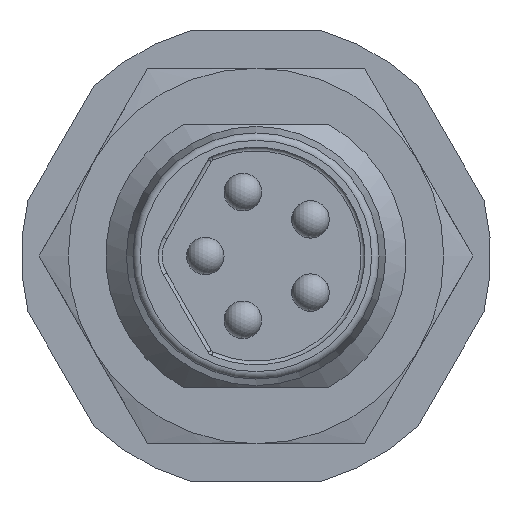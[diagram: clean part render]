
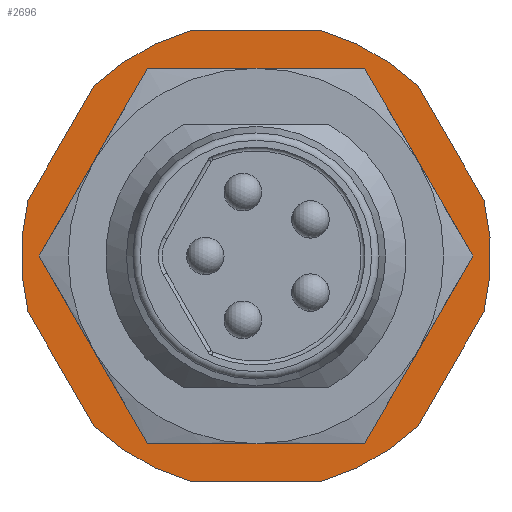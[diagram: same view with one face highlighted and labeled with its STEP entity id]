
A CAD part, left-side view. The second image highlights one B-rep face of the part: STEP entity #2696.
In plain terms, the highlighted planar face has unit normal (-1, 0, 0).
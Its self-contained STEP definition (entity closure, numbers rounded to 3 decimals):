
#158=PLANE('',#3394);
#636=EDGE_LOOP('',(#1896));
#637=EDGE_LOOP('',(#1897,#1898,#1899,#1900,#1901,#1902,#1903,#1904,#1905,
#1906,#1907,#1908));
#922=LINE('',#5311,#1142);
#925=LINE('',#5319,#1145);
#928=LINE('',#5327,#1148);
#931=LINE('',#5335,#1151);
#934=LINE('',#5343,#1154);
#937=LINE('',#5351,#1157);
#1142=VECTOR('',#4055,1.);
#1145=VECTOR('',#4064,1.);
#1148=VECTOR('',#4073,1.);
#1151=VECTOR('',#4082,1.);
#1154=VECTOR('',#4091,1.);
#1157=VECTOR('',#4100,1.);
#1896=ORIENTED_EDGE('',*,*,#2386,.F.);
#1897=ORIENTED_EDGE('',*,*,#2385,.T.);
#1898=ORIENTED_EDGE('',*,*,#2383,.T.);
#1899=ORIENTED_EDGE('',*,*,#2381,.T.);
#1900=ORIENTED_EDGE('',*,*,#2379,.T.);
#1901=ORIENTED_EDGE('',*,*,#2377,.T.);
#1902=ORIENTED_EDGE('',*,*,#2375,.T.);
#1903=ORIENTED_EDGE('',*,*,#2373,.T.);
#1904=ORIENTED_EDGE('',*,*,#2371,.T.);
#1905=ORIENTED_EDGE('',*,*,#2369,.T.);
#1906=ORIENTED_EDGE('',*,*,#2367,.T.);
#1907=ORIENTED_EDGE('',*,*,#2365,.T.);
#1908=ORIENTED_EDGE('',*,*,#2363,.T.);
#2363=EDGE_CURVE('',#3127,#3126,#922,.T.);
#2365=EDGE_CURVE('',#3128,#3127,#2493,.T.);
#2367=EDGE_CURVE('',#3129,#3128,#925,.T.);
#2369=EDGE_CURVE('',#3130,#3129,#2494,.T.);
#2371=EDGE_CURVE('',#3131,#3130,#928,.T.);
#2373=EDGE_CURVE('',#3132,#3131,#2495,.T.);
#2375=EDGE_CURVE('',#3133,#3132,#931,.T.);
#2377=EDGE_CURVE('',#3134,#3133,#2496,.T.);
#2379=EDGE_CURVE('',#3135,#3134,#934,.T.);
#2381=EDGE_CURVE('',#3136,#3135,#2497,.T.);
#2383=EDGE_CURVE('',#3137,#3136,#937,.T.);
#2385=EDGE_CURVE('',#3126,#3137,#2498,.T.);
#2386=EDGE_CURVE('',#3138,#3138,#2499,.T.);
#2493=CIRCLE('',#3376,6.25);
#2494=CIRCLE('',#3379,6.25);
#2495=CIRCLE('',#3382,6.25);
#2496=CIRCLE('',#3385,6.25);
#2497=CIRCLE('',#3388,6.25);
#2498=CIRCLE('',#3391,6.25);
#2499=CIRCLE('',#3393,3.75);
#2696=ADVANCED_FACE('',(#2801,#2802),#158,.F.);
#2801=FACE_BOUND('',#636,.T.);
#2802=FACE_BOUND('',#637,.T.);
#3126=VERTEX_POINT('',#5310);
#3127=VERTEX_POINT('',#5312);
#3128=VERTEX_POINT('',#5316);
#3129=VERTEX_POINT('',#5320);
#3130=VERTEX_POINT('',#5324);
#3131=VERTEX_POINT('',#5328);
#3132=VERTEX_POINT('',#5332);
#3133=VERTEX_POINT('',#5336);
#3134=VERTEX_POINT('',#5340);
#3135=VERTEX_POINT('',#5344);
#3136=VERTEX_POINT('',#5348);
#3137=VERTEX_POINT('',#5352);
#3138=VERTEX_POINT('',#5358);
#3376=AXIS2_PLACEMENT_3D('',#5315,#4059,#4060);
#3379=AXIS2_PLACEMENT_3D('',#5323,#4068,#4069);
#3382=AXIS2_PLACEMENT_3D('',#5331,#4077,#4078);
#3385=AXIS2_PLACEMENT_3D('',#5339,#4086,#4087);
#3388=AXIS2_PLACEMENT_3D('',#5347,#4095,#4096);
#3391=AXIS2_PLACEMENT_3D('',#5355,#4104,#4105);
#3393=AXIS2_PLACEMENT_3D('',#5357,#4108,#4109);
#3394=AXIS2_PLACEMENT_3D('',#5359,#4110,#4111);
#4055=DIRECTION('',(0.,-0.5,-0.866));
#4059=DIRECTION('',(-1.,0.,0.));
#4060=DIRECTION('',(0.,1.,0.));
#4064=DIRECTION('',(0.,0.5,-0.866));
#4068=DIRECTION('',(-1.,0.,0.));
#4069=DIRECTION('',(0.,1.,0.));
#4073=DIRECTION('',(0.,1.,0.));
#4077=DIRECTION('',(-1.,0.,0.));
#4078=DIRECTION('',(0.,1.,0.));
#4082=DIRECTION('',(0.,0.5,0.866));
#4086=DIRECTION('',(-1.,0.,0.));
#4087=DIRECTION('',(0.,1.,0.));
#4091=DIRECTION('',(0.,-0.5,0.866));
#4095=DIRECTION('',(-1.,0.,0.));
#4096=DIRECTION('',(0.,1.,0.));
#4100=DIRECTION('',(0.,-1.,0.));
#4104=DIRECTION('',(-1.,0.,0.));
#4105=DIRECTION('',(0.,1.,0.));
#4108=DIRECTION('',(-1.,0.,0.));
#4109=DIRECTION('',(0.,0.,1.));
#4110=DIRECTION('',(1.,0.,0.));
#4111=DIRECTION('',(0.,0.,-1.));
#5310=CARTESIAN_POINT('',(9.7,4.321,-4.516));
#5311=CARTESIAN_POINT('',(9.7,6.071,-1.484));
#5312=CARTESIAN_POINT('',(9.7,6.071,-1.484));
#5315=CARTESIAN_POINT('',(9.7,0.,0.));
#5316=CARTESIAN_POINT('',(9.7,6.071,1.484));
#5319=CARTESIAN_POINT('',(9.7,4.321,4.516));
#5320=CARTESIAN_POINT('',(9.7,4.321,4.516));
#5323=CARTESIAN_POINT('',(9.7,0.,0.));
#5324=CARTESIAN_POINT('',(9.7,1.75,6.));
#5327=CARTESIAN_POINT('',(9.7,-1.75,6.));
#5328=CARTESIAN_POINT('',(9.7,-1.75,6.));
#5331=CARTESIAN_POINT('',(9.7,0.,0.));
#5332=CARTESIAN_POINT('',(9.7,-4.321,4.516));
#5335=CARTESIAN_POINT('',(9.7,-6.071,1.484));
#5336=CARTESIAN_POINT('',(9.7,-6.071,1.484));
#5339=CARTESIAN_POINT('',(9.7,0.,0.));
#5340=CARTESIAN_POINT('',(9.7,-6.071,-1.484));
#5343=CARTESIAN_POINT('',(9.7,-4.321,-4.516));
#5344=CARTESIAN_POINT('',(9.7,-4.321,-4.516));
#5347=CARTESIAN_POINT('',(9.7,0.,0.));
#5348=CARTESIAN_POINT('',(9.7,-1.75,-6.));
#5351=CARTESIAN_POINT('',(9.7,0.,-6.));
#5352=CARTESIAN_POINT('',(9.7,1.75,-6.));
#5355=CARTESIAN_POINT('',(9.7,0.,0.));
#5357=CARTESIAN_POINT('',(9.7,0.,0.));
#5358=CARTESIAN_POINT('',(9.7,0.,3.75));
#5359=CARTESIAN_POINT('',(9.7,7.,0.));
